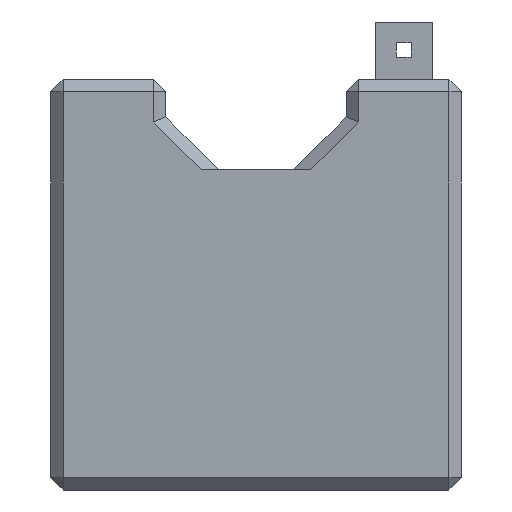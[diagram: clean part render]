
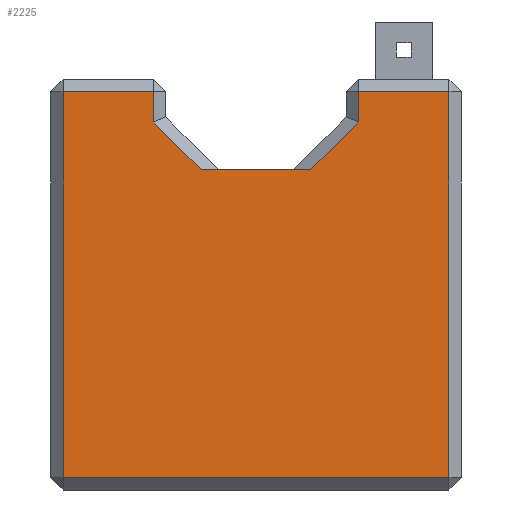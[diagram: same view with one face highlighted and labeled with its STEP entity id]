
A CAD part, left-side view. The second image highlights one B-rep face of the part: STEP entity #2225.
In plain terms, the highlighted planar face has unit normal (-1, 0, 0).
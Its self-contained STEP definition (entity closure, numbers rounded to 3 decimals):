
#9 = DIRECTION ( 'NONE',  ( 0., -1., 0. ) ) ;
#37 = DIRECTION ( 'NONE',  ( 0., 1., 0. ) ) ;
#145 = CARTESIAN_POINT ( 'NONE',  ( 0., 48.5, 50. ) ) ;
#146 = VECTOR ( 'NONE', #1502, 1000. ) ;
#153 = VECTOR ( 'NONE', #2283, 1000. ) ;
#256 = CARTESIAN_POINT ( 'NONE',  ( 0., 0., 1.5 ) ) ;
#356 = ORIENTED_EDGE ( 'NONE', *, *, #2300, .T. ) ;
#362 = CARTESIAN_POINT ( 'NONE',  ( 0., 1.5, 50. ) ) ;
#380 = VERTEX_POINT ( 'NONE', #2131 ) ;
#479 = LINE ( 'NONE', #2378, #1266 ) ;
#537 = CARTESIAN_POINT ( 'NONE',  ( 0., 19.383, 37.939 ) ) ;
#574 = CARTESIAN_POINT ( 'NONE',  ( 0., 0., 50. ) ) ;
#616 = VERTEX_POINT ( 'NONE', #1066 ) ;
#617 = LINE ( 'NONE', #1035, #2058 ) ;
#624 = LINE ( 'NONE', #1269, #1669 ) ;
#644 = EDGE_CURVE ( 'NONE', #2842, #665, #1257, .T. ) ;
#651 = CARTESIAN_POINT ( 'NONE',  ( 0., 1.5, 1.5 ) ) ;
#655 = ORIENTED_EDGE ( 'NONE', *, *, #1091, .T. ) ;
#656 = ORIENTED_EDGE ( 'NONE', *, *, #2969, .T. ) ;
#663 = EDGE_CURVE ( 'NONE', #380, #2210, #980, .T. ) ;
#665 = VERTEX_POINT ( 'NONE', #2444 ) ;
#673 = CARTESIAN_POINT ( 'NONE',  ( 0., 12.5, 48.5 ) ) ;
#689 = VECTOR ( 'NONE', #791, 1000. ) ;
#723 = CARTESIAN_POINT ( 'NONE',  ( 0., 48.5, 1.5 ) ) ;
#791 = DIRECTION ( 'NONE',  ( 0., 0., -1. ) ) ;
#853 = ORIENTED_EDGE ( 'NONE', *, *, #2277, .T. ) ;
#865 = EDGE_CURVE ( 'NONE', #2061, #616, #624, .T. ) ;
#980 = LINE ( 'NONE', #537, #146 ) ;
#1035 = CARTESIAN_POINT ( 'NONE',  ( 0., 37.5, 50. ) ) ;
#1047 = DIRECTION ( 'NONE',  ( 0., 0., 1. ) ) ;
#1066 = CARTESIAN_POINT ( 'NONE',  ( 0., 48.5, 48.5 ) ) ;
#1083 = DIRECTION ( 'NONE',  ( 0., 0., -1. ) ) ;
#1087 = ORIENTED_EDGE ( 'NONE', *, *, #1510, .T. ) ;
#1091 = EDGE_CURVE ( 'NONE', #2410, #2677, #479, .T. ) ;
#1125 = CARTESIAN_POINT ( 'NONE',  ( 0., 1.5, 48.5 ) ) ;
#1140 = EDGE_CURVE ( 'NONE', #2304, #2410, #2038, .T. ) ;
#1147 = CARTESIAN_POINT ( 'NONE',  ( 0., 31.678, 39. ) ) ;
#1252 = LINE ( 'NONE', #145, #689 ) ;
#1257 = LINE ( 'NONE', #1949, #2408 ) ;
#1266 = VECTOR ( 'NONE', #37, 1000. ) ;
#1269 = CARTESIAN_POINT ( 'NONE',  ( 0., 0., 48.5 ) ) ;
#1292 = DIRECTION ( 'NONE',  ( 0., 0., 1. ) ) ;
#1293 = LINE ( 'NONE', #2241, #153 ) ;
#1300 = ORIENTED_EDGE ( 'NONE', *, *, #1389, .T. ) ;
#1345 = ORIENTED_EDGE ( 'NONE', *, *, #1140, .T. ) ;
#1389 = EDGE_CURVE ( 'NONE', #2210, #2842, #2142, .T. ) ;
#1487 = FACE_OUTER_BOUND ( 'NONE', #2860, .T. ) ;
#1502 = DIRECTION ( 'NONE',  ( 0., 0.707, -0.707 ) ) ;
#1510 = EDGE_CURVE ( 'NONE', #665, #2061, #617, .T. ) ;
#1564 = VECTOR ( 'NONE', #2127, 1000. ) ;
#1669 = VECTOR ( 'NONE', #2017, 1000. ) ;
#1688 = ORIENTED_EDGE ( 'NONE', *, *, #663, .T. ) ;
#1689 = DIRECTION ( 'NONE',  ( 0., 0.707, 0.707 ) ) ;
#1693 = LINE ( 'NONE', #256, #2790 ) ;
#1778 = PLANE ( 'NONE',  #2953 ) ;
#1926 = CARTESIAN_POINT ( 'NONE',  ( 0., 20.444, 39. ) ) ;
#1949 = CARTESIAN_POINT ( 'NONE',  ( 0., 37.061, 44.383 ) ) ;
#1989 = VERTEX_POINT ( 'NONE', #723 ) ;
#2017 = DIRECTION ( 'NONE',  ( 0., 1., 0. ) ) ;
#2038 = LINE ( 'NONE', #362, #2103 ) ;
#2058 = VECTOR ( 'NONE', #1047, 1000. ) ;
#2061 = VERTEX_POINT ( 'NONE', #2359 ) ;
#2103 = VECTOR ( 'NONE', #1292, 1000. ) ;
#2115 = ORIENTED_EDGE ( 'NONE', *, *, #644, .T. ) ;
#2127 = DIRECTION ( 'NONE',  ( 0., 1., 0. ) ) ;
#2131 = CARTESIAN_POINT ( 'NONE',  ( 0., 12.5, 44.822 ) ) ;
#2142 = LINE ( 'NONE', #1926, #1564 ) ;
#2187 = ORIENTED_EDGE ( 'NONE', *, *, #865, .T. ) ;
#2210 = VERTEX_POINT ( 'NONE', #2228 ) ;
#2225 = ADVANCED_FACE ( 'NONE', ( #1487 ), #1778, .F. ) ;
#2228 = CARTESIAN_POINT ( 'NONE',  ( 0., 18.322, 39. ) ) ;
#2241 = CARTESIAN_POINT ( 'NONE',  ( 0., 12.5, 45.444 ) ) ;
#2277 = EDGE_CURVE ( 'NONE', #616, #1989, #1252, .T. ) ;
#2283 = DIRECTION ( 'NONE',  ( 0., 0., -1. ) ) ;
#2300 = EDGE_CURVE ( 'NONE', #2677, #380, #1293, .T. ) ;
#2304 = VERTEX_POINT ( 'NONE', #651 ) ;
#2359 = CARTESIAN_POINT ( 'NONE',  ( 0., 37.5, 48.5 ) ) ;
#2378 = CARTESIAN_POINT ( 'NONE',  ( 0., 0., 48.5 ) ) ;
#2408 = VECTOR ( 'NONE', #1689, 1000. ) ;
#2410 = VERTEX_POINT ( 'NONE', #1125 ) ;
#2444 = CARTESIAN_POINT ( 'NONE',  ( 0., 37.5, 44.822 ) ) ;
#2677 = VERTEX_POINT ( 'NONE', #673 ) ;
#2707 = DIRECTION ( 'NONE',  ( 1., 0., 0. ) ) ;
#2790 = VECTOR ( 'NONE', #9, 1000. ) ;
#2842 = VERTEX_POINT ( 'NONE', #1147 ) ;
#2860 = EDGE_LOOP ( 'NONE', ( #1688, #1300, #2115, #1087, #2187, #853, #656, #1345, #655, #356 ) ) ;
#2953 = AXIS2_PLACEMENT_3D ( 'NONE', #574, #2707, #1083 ) ;
#2969 = EDGE_CURVE ( 'NONE', #1989, #2304, #1693, .T. ) ;
